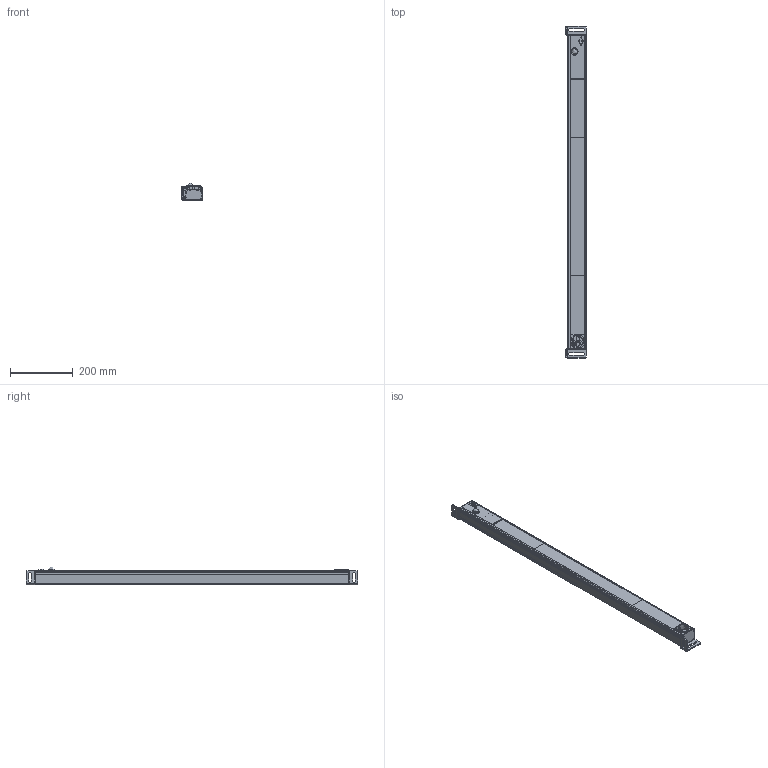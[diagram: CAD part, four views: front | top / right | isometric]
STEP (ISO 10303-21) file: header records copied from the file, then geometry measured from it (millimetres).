
FILE_DESCRIPTION(/* description */ (''),/* implementation_level */ '2;1');
FILE_NAME(/* name */ '01-054-00089_LED-A-1000-B-E.stp',/* time_stamp */ '2017-07-17T15:44:00+02:00',/* author */ ('mblecker'),/* organization */ (''),/* preprocessor_version */ 'ST-DEVELOPER v15.6',/* originating_system */ 'Autodesk Inventor 2015',/* authorisation */ '');
FILE_SCHEMA (('CONFIG_CONTROL_DESIGN'));
Products named in the file (32): XX-XXX-0000X-Basisprofil_L1000_NEU; 45x45_Steckdose_Draht_Snapin; 02-004-00022-Haltewinkel_PC-2; 02-004-00023-Haltewinkel_PC-1; DIN-ISO-7050-F-02,2x06,5; 166_gebu-38242571-1; 166_gebu-38242573-1; 166_gebu-38242572-1; 166_gebu-3-824257-11; 166_gebu-3-824257-12; 166_gebu-3-824257-13; 166_GEST-38246621-1; 166_GEST-38246620-1; 166_GEST-38246623-1; 166_GEST-38246622-1; 166_GEST-3824662-11; 166_GEST-3824662-12; 166_GEST-3824662-13; Gest3-ws; XX-XXX-000XX-LED-Platte_L1000; XX-XXX-000XX-Acrylgls-klar_L1000; 02-004-00025-BW-Adapter-Platte; XX-XXX-XXXXX-Acrylgls-weiss_L1000; LED_Platine_230V_500mm; XX-XXX-XXXXX-Klebeband_L1000; PD-PIR-115_Sensorkopf; PD-PIR-115_Sensorkopf-Verschraubung; Wippe_Rund_43_409; Einbauwippschalter_43_409_U315_50; _gebu-3-8242570-1; Gebu3-ws; 01-054-00089_LED-A-1000-B-E
Assembly tree (47 placements, depth 4):
  01-054-00089_LED-A-1000-B-E
    XX-XXX-0000X-Basisprofil_L1000_NEU
    45x45_Steckdose_Draht_Snapin
    02-004-00022-Haltewinkel_PC-2
    02-004-00023-Haltewinkel_PC-1
    DIN-ISO-7050-F-02,2x06,5  x8
    Gebu3-ws
      166_gebu-38242571-1
      _gebu-3-8242570-1
      166_gebu-3-824257-11
        166_gebu-38242573-1
        166_gebu-38242572-1
      166_gebu-3-824257-12
        166_gebu-38242573-1
        166_gebu-38242572-1
      166_gebu-3-824257-13
        166_gebu-38242573-1
        166_gebu-38242572-1
    Gest3-ws
      166_GEST-38246621-1
      166_GEST-38246620-1
      166_GEST-3824662-11
        166_GEST-38246623-1
        166_GEST-38246622-1
      166_GEST-3824662-12
        166_GEST-38246623-1
        166_GEST-38246622-1
      166_GEST-3824662-13
        166_GEST-38246623-1
        166_GEST-38246622-1
    XX-XXX-000XX-LED-Platte_L1000
    XX-XXX-000XX-Acrylgls-klar_L1000
    02-004-00025-BW-Adapter-Platte
    XX-XXX-XXXXX-Acrylgls-weiss_L1000  x2
    LED_Platine_230V_500mm
    XX-XXX-XXXXX-Klebeband_L1000
    PD-PIR-115_Sensorkopf
    PD-PIR-115_Sensorkopf-Verschraubung
    Wippe_Rund_43_409
    Einbauwippschalter_43_409_U315_50
Bounding box: 65.5 x 1056 x 56.29 mm (x, y, z)
Volume: 645457.3 mm3; surface area: 691692.2 mm2
Topology: 29 solids, 31 shells, 4822 faces, 12993 edges, 8402 vertices
Faces by surface type: plane 3565, cylinder 751, bspline 241, cone 176, torus 49, sphere 40
Full cylindrical faces by diameter (mm): 1.33 x1, 1.74 x1, 2.2 x8, 2.5 x8, 2.65 x1, 3 x5, 3.15 x1, 3.5 x1, 3.8 x1, 5.5 x2, 9.8 x1, 11.835 x1, 13.8 x1, 14.2 x1, 16 x2, 17 x1, 17.7 x1, 21 x1, 21.5 x1, 23 x1, 36.995 x1
Entity records: 155240 total; most frequent: CARTESIAN_POINT 43429, ORIENTED_EDGE 23620, DIRECTION 21634, EDGE_CURVE 11843, LINE 9356, VECTOR 9356, VERTEX_POINT 7765, AXIS2_PLACEMENT_3D 6139
